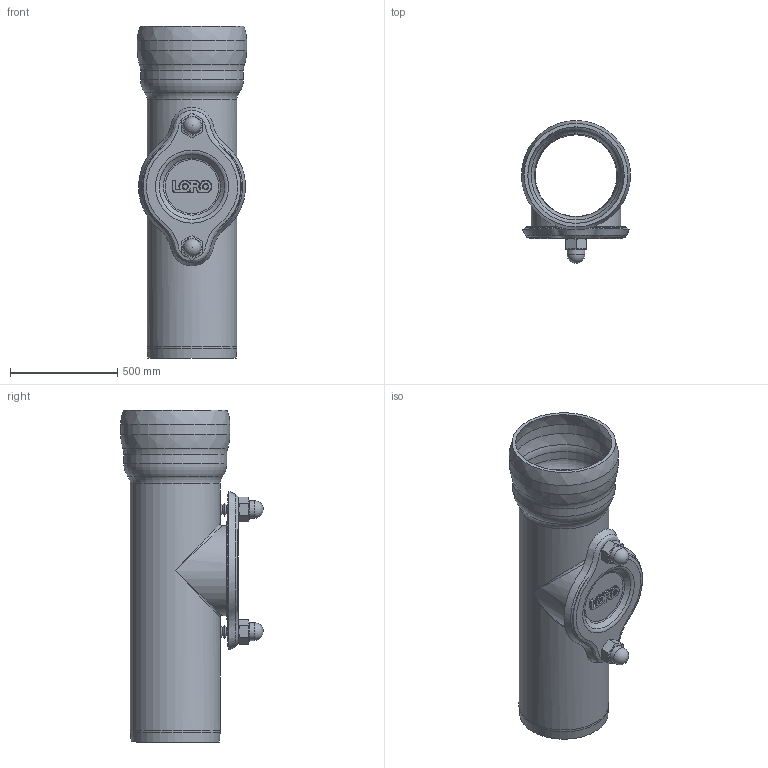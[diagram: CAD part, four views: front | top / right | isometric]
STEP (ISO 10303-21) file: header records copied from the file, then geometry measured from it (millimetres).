
FILE_DESCRIPTION(/* description */ (''),/* implementation_level */ '2;1');
FILE_NAME(/* name */ '00550.040X_3D.stp',/* time_stamp */ '2024-12-11T12:57:10+01:00',/* author */ ('CAD'),/* organization */ (''),/* preprocessor_version */ 'ST-DEVELOPER v20',/* originating_system */ 'AutoCAD Mechanical',/* authorisation */ '');
FILE_SCHEMA (('AUTOMOTIVE_DESIGN { 1 0 10303 214 3 1 1 }'));
Length unit declared in the file: centimetre
Products named in the file (2): Product; *S0
Assembly tree (1 placements, depth 2):
  Product
    *S0
Bounding box: 510 x 666 x 1550 mm (x, y, z)
Volume: 39538990.9 mm3; surface area: 5168877.2 mm2
Topology: 9 solids, 9 shells, 198 faces, 467 edges, 285 vertices
Faces by surface type: plane 56, cylinder 48, cone 45, bspline 26, torus 19, sphere 4
Full cylindrical faces by diameter (mm): 28.686 x2, 49.17 x2, 65 x2, 73 x2, 83 x2, 320 x1, 390 x2, 420 x2, 450 x1, 460 x1, 480 x1
Entity records: 19895 total; most frequent: CARTESIAN_POINT 15405, DIRECTION 942, ORIENTED_EDGE 908, EDGE_CURVE 454, AXIS2_PLACEMENT_3D 392, VERTEX_POINT 285, EDGE_LOOP 219, CIRCLE 200
